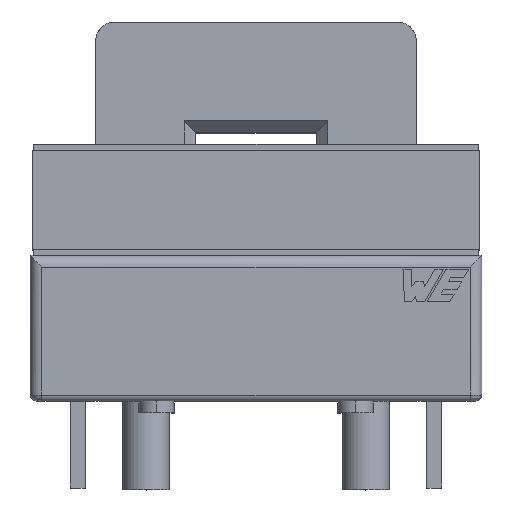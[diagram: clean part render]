
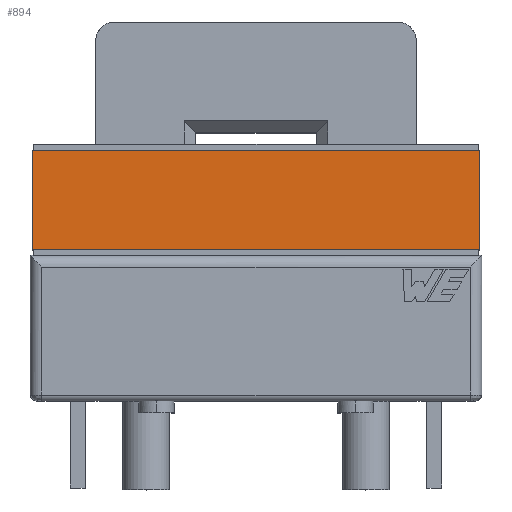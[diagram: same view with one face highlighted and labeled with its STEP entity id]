
A CAD part, top view. The second image highlights one B-rep face of the part: STEP entity #894.
In plain terms, the highlighted planar face has unit normal (0, 0, 1).
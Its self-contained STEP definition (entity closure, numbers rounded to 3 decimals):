
#445 = VERTEX_POINT ( 'NONE', #6563 ) ;
#517 = PLANE ( 'NONE',  #4584 ) ;
#840 = VECTOR ( 'NONE', #9227, 1000. ) ;
#894 = ADVANCED_FACE ( 'NONE', ( #1501 ), #517, .T. ) ;
#956 = EDGE_LOOP ( 'NONE', ( #5654, #6023, #7936, #6804 ) ) ;
#1501 = FACE_OUTER_BOUND ( 'NONE', #956, .T. ) ;
#1776 = VERTEX_POINT ( 'NONE', #9392 ) ;
#1984 = CARTESIAN_POINT ( 'NONE',  ( -66.575, -9.67, 57.572 ) ) ;
#3096 = DIRECTION ( 'NONE',  ( 0., 1., 0. ) ) ;
#3150 = VERTEX_POINT ( 'NONE', #9151 ) ;
#3191 = DIRECTION ( 'NONE',  ( 1., 0., 0. ) ) ;
#3699 = CARTESIAN_POINT ( 'NONE',  ( -66.575, -38.574, 57.572 ) ) ;
#4354 = CARTESIAN_POINT ( 'NONE',  ( -66.575, -13.92, 57.572 ) ) ;
#4411 = CARTESIAN_POINT ( 'NONE',  ( -66.575, -9.67, 57.572 ) ) ;
#4584 = AXIS2_PLACEMENT_3D ( 'NONE', #3699, #8705, #5473 ) ;
#4837 = CARTESIAN_POINT ( 'NONE',  ( -66.575, -38.574, 57.572 ) ) ;
#5473 = DIRECTION ( 'NONE',  ( 1., 0., 0. ) ) ;
#5579 = VECTOR ( 'NONE', #3191, 1000. ) ;
#5654 = ORIENTED_EDGE ( 'NONE', *, *, #12498, .F. ) ;
#5682 = LINE ( 'NONE', #4837, #9561 ) ;
#6023 = ORIENTED_EDGE ( 'NONE', *, *, #7672, .T. ) ;
#6563 = CARTESIAN_POINT ( 'NONE',  ( -66.575, -13.92, 57.572 ) ) ;
#6804 = ORIENTED_EDGE ( 'NONE', *, *, #10857, .F. ) ;
#7672 = EDGE_CURVE ( 'NONE', #445, #9136, #5682, .T. ) ;
#7936 = ORIENTED_EDGE ( 'NONE', *, *, #8913, .F. ) ;
#8127 = LINE ( 'NONE', #1984, #5579 ) ;
#8705 = DIRECTION ( 'NONE',  ( 0., 0., 1. ) ) ;
#8847 = DIRECTION ( 'NONE',  ( 0., 1., 0. ) ) ;
#8913 = EDGE_CURVE ( 'NONE', #1776, #9136, #8127, .T. ) ;
#9136 = VERTEX_POINT ( 'NONE', #4411 ) ;
#9151 = CARTESIAN_POINT ( 'NONE',  ( -85.715, -13.92, 57.572 ) ) ;
#9227 = DIRECTION ( 'NONE',  ( -1., 0., 0. ) ) ;
#9392 = CARTESIAN_POINT ( 'NONE',  ( -85.715, -9.67, 57.572 ) ) ;
#9561 = VECTOR ( 'NONE', #8847, 1000. ) ;
#10146 = LINE ( 'NONE', #11180, #10310 ) ;
#10150 = LINE ( 'NONE', #4354, #840 ) ;
#10310 = VECTOR ( 'NONE', #3096, 1000. ) ;
#10857 = EDGE_CURVE ( 'NONE', #3150, #1776, #10146, .T. ) ;
#11180 = CARTESIAN_POINT ( 'NONE',  ( -85.715, -38.574, 57.572 ) ) ;
#12498 = EDGE_CURVE ( 'NONE', #445, #3150, #10150, .T. ) ;
